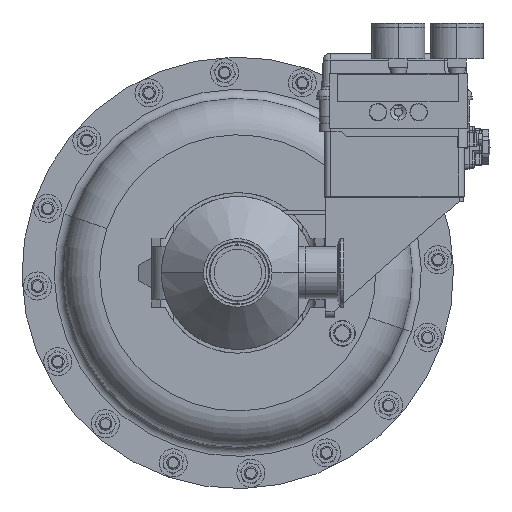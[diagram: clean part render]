
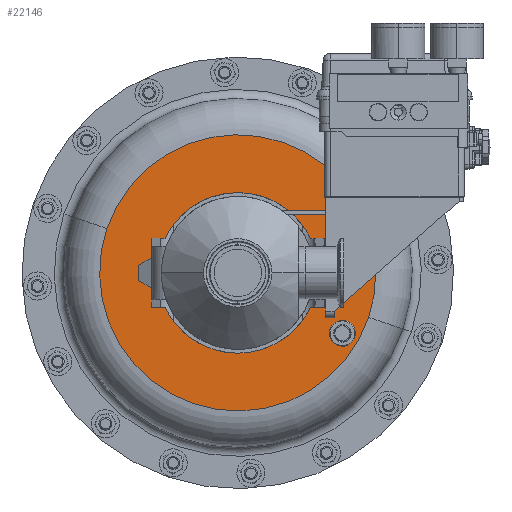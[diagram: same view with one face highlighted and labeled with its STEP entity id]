
A CAD part, front view. The second image highlights one B-rep face of the part: STEP entity #22146.
In plain terms, the highlighted planar face has unit normal (0, -1, 0).
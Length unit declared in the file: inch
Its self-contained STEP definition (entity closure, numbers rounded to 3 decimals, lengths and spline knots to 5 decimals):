
#227 = ORIENTED_EDGE ( 'NONE', *, *, #48947, .T. ) ;
#293 = EDGE_CURVE ( 'NONE', #35924, #44118, #28852, .T. ) ;
#1060 = DIRECTION ( 'NONE',  ( 0.249, 0., -0.969 ) ) ;
#1118 = AXIS2_PLACEMENT_3D ( 'NONE', #12480, #40334, #1060 ) ;
#1547 = CARTESIAN_POINT ( 'NONE',  ( 0., 9.66, -2.325 ) ) ;
#3497 = FACE_OUTER_BOUND ( 'NONE', #11245, .T. ) ;
#4511 = ORIENTED_EDGE ( 'NONE', *, *, #31751, .T. ) ;
#5084 = CIRCLE ( 'NONE', #33820, 2.325 ) ;
#5093 = CARTESIAN_POINT ( 'NONE',  ( -3.78772, 9.66, 1.28576 ) ) ;
#6526 = CARTESIAN_POINT ( 'NONE',  ( 0., 9.66, 2.325 ) ) ;
#7498 = DIRECTION ( 'NONE',  ( 0., -1., 0. ) ) ;
#7604 = CIRCLE ( 'NONE', #26976, 2.325 ) ;
#8500 = DIRECTION ( 'NONE',  ( 0., 1., 0. ) ) ;
#9188 = CARTESIAN_POINT ( 'NONE',  ( 0., 9.66, 0. ) ) ;
#10813 = AXIS2_PLACEMENT_3D ( 'NONE', #32365, #36311, #20469 ) ;
#11245 = EDGE_LOOP ( 'NONE', ( #36880, #27526 ) ) ;
#11661 = DIRECTION ( 'NONE',  ( 0., -1., 0. ) ) ;
#12480 = CARTESIAN_POINT ( 'NONE',  ( 3.03109, 9.66, -1.75 ) ) ;
#13121 = ORIENTED_EDGE ( 'NONE', *, *, #28365, .F. ) ;
#14477 = ORIENTED_EDGE ( 'NONE', *, *, #17408, .F. ) ;
#15744 = AXIS2_PLACEMENT_3D ( 'NONE', #44624, #8500, #16102 ) ;
#16102 = DIRECTION ( 'NONE',  ( 0.249, 0., -0.969 ) ) ;
#16847 = CIRCLE ( 'NONE', #1118, 0.375 ) ;
#17408 = EDGE_CURVE ( 'NONE', #27898, #37803, #5084, .T. ) ;
#17675 = CARTESIAN_POINT ( 'NONE',  ( 0., 9.66, 0. ) ) ;
#17786 = VERTEX_POINT ( 'NONE', #20943 ) ;
#18241 = AXIS2_PLACEMENT_3D ( 'NONE', #39497, #11661, #35499 ) ;
#20469 = DIRECTION ( 'NONE',  ( 0.947, 0., -0.321 ) ) ;
#20943 = CARTESIAN_POINT ( 'NONE',  ( 3.1244, 9.66, -2.11321 ) ) ;
#21670 = CIRCLE ( 'NONE', #15744, 0.375 ) ;
#22146 = ADVANCED_FACE ( 'NONE', ( #38934, #3497, #45675 ), #42622, .T. ) ;
#26612 = EDGE_LOOP ( 'NONE', ( #14477, #13121 ) ) ;
#26976 = AXIS2_PLACEMENT_3D ( 'NONE', #47424, #7498, #34963 ) ;
#27526 = ORIENTED_EDGE ( 'NONE', *, *, #43642, .F. ) ;
#27898 = VERTEX_POINT ( 'NONE', #1547 ) ;
#27904 = CARTESIAN_POINT ( 'NONE',  ( 2.93778, 9.66, -1.38679 ) ) ;
#28365 = EDGE_CURVE ( 'NONE', #37803, #27898, #7604, .T. ) ;
#28382 = EDGE_LOOP ( 'NONE', ( #227, #4511 ) ) ;
#28852 = CIRCLE ( 'NONE', #10813, 4. ) ;
#29172 = DIRECTION ( 'NONE',  ( 0., 1., 0. ) ) ;
#29192 = DIRECTION ( 'NONE',  ( 0., 0., -1. ) ) ;
#31751 = EDGE_CURVE ( 'NONE', #32096, #17786, #21670, .T. ) ;
#32096 = VERTEX_POINT ( 'NONE', #27904 ) ;
#32365 = CARTESIAN_POINT ( 'NONE',  ( 0., 9.66, 0. ) ) ;
#33820 = AXIS2_PLACEMENT_3D ( 'NONE', #17675, #41514, #29192 ) ;
#34963 = DIRECTION ( 'NONE',  ( 0., 0., -1. ) ) ;
#35225 = AXIS2_PLACEMENT_3D ( 'NONE', #9188, #29172, #36826 ) ;
#35499 = DIRECTION ( 'NONE',  ( -0.947, 0., 0.321 ) ) ;
#35924 = VERTEX_POINT ( 'NONE', #45867 ) ;
#36311 = DIRECTION ( 'NONE',  ( 0., 1., 0. ) ) ;
#36826 = DIRECTION ( 'NONE',  ( 0.947, 0., -0.321 ) ) ;
#36880 = ORIENTED_EDGE ( 'NONE', *, *, #293, .F. ) ;
#37803 = VERTEX_POINT ( 'NONE', #6526 ) ;
#38934 = FACE_BOUND ( 'NONE', #26612, .T. ) ;
#39497 = CARTESIAN_POINT ( 'NONE',  ( -1.28576, 9.66, -3.78772 ) ) ;
#40334 = DIRECTION ( 'NONE',  ( 0., 1., 0. ) ) ;
#41514 = DIRECTION ( 'NONE',  ( 0., -1., 0. ) ) ;
#42622 = PLANE ( 'NONE',  #18241 ) ;
#43642 = EDGE_CURVE ( 'NONE', #44118, #35924, #45882, .T. ) ;
#44118 = VERTEX_POINT ( 'NONE', #5093 ) ;
#44624 = CARTESIAN_POINT ( 'NONE',  ( 3.03109, 9.66, -1.75 ) ) ;
#45675 = FACE_BOUND ( 'NONE', #28382, .T. ) ;
#45867 = CARTESIAN_POINT ( 'NONE',  ( 3.78772, 9.66, -1.28576 ) ) ;
#45882 = CIRCLE ( 'NONE', #35225, 4. ) ;
#47424 = CARTESIAN_POINT ( 'NONE',  ( 0., 9.66, 0. ) ) ;
#48947 = EDGE_CURVE ( 'NONE', #17786, #32096, #16847, .T. ) ;
